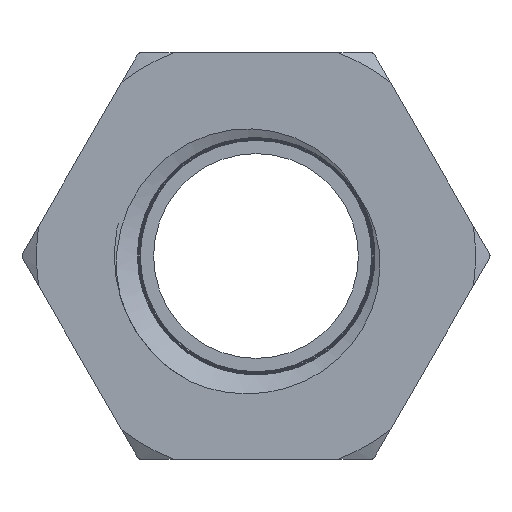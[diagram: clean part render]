
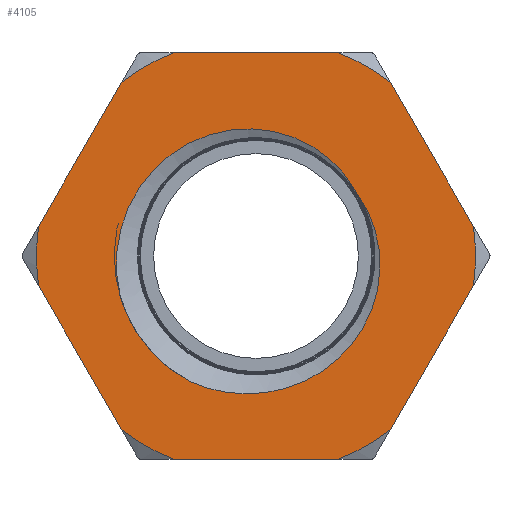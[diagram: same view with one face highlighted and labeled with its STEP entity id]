
A CAD part, left-side view. The second image highlights one B-rep face of the part: STEP entity #4105.
In plain terms, the highlighted planar face has unit normal (-1, 0, 0).
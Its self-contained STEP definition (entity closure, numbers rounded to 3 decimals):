
#121=DIRECTION('',(0.,-0.5,0.866));
#122=VECTOR('',#121,7.771);
#123=CARTESIAN_POINT('',(0.,10.192,1.398));
#124=LINE('',#123,#122);
#125=CARTESIAN_POINT('',(0.,0.,0.));
#126=DIRECTION('',(-1.,0.,0.));
#127=DIRECTION('',(0.,0.378,0.926));
#128=AXIS2_PLACEMENT_3D('',#125,#126,#127);
#130=DIRECTION('',(0.,-1.,0.));
#131=VECTOR('',#130,7.771);
#132=CARTESIAN_POINT('',(0.,3.885,9.525));
#133=LINE('',#132,#131);
#134=CARTESIAN_POINT('',(0.,0.,0.));
#135=DIRECTION('',(-1.,0.,0.));
#136=DIRECTION('',(0.,-0.613,0.79));
#137=AXIS2_PLACEMENT_3D('',#134,#135,#136);
#139=DIRECTION('',(0.,-0.5,-0.866));
#140=VECTOR('',#139,7.771);
#141=CARTESIAN_POINT('',(0.,-6.306,8.127));
#142=LINE('',#141,#140);
#143=DIRECTION('',(0.,0.5,-0.866));
#144=VECTOR('',#143,7.771);
#145=CARTESIAN_POINT('',(0.,-10.192,-1.398));
#146=LINE('',#145,#144);
#147=CARTESIAN_POINT('',(0.,0.,0.));
#148=DIRECTION('',(-1.,0.,0.));
#149=DIRECTION('',(0.,-0.378,-0.926));
#150=AXIS2_PLACEMENT_3D('',#147,#148,#149);
#152=DIRECTION('',(0.,1.,0.));
#153=VECTOR('',#152,7.771);
#154=CARTESIAN_POINT('',(0.,-3.885,-9.525));
#155=LINE('',#154,#153);
#156=CARTESIAN_POINT('',(0.,0.,0.));
#157=DIRECTION('',(-1.,0.,0.));
#158=DIRECTION('',(0.,0.613,-0.79));
#159=AXIS2_PLACEMENT_3D('',#156,#157,#158);
#161=DIRECTION('',(0.,0.5,0.866));
#162=VECTOR('',#161,7.771);
#163=CARTESIAN_POINT('',(0.,6.306,-8.127));
#164=LINE('',#163,#162);
#165=CARTESIAN_POINT('',(0.,-4.819,2.81));
#166=CARTESIAN_POINT('',(0.,-4.958,2.608));
#167=CARTESIAN_POINT('',(0.,-5.207,2.189));
#168=CARTESIAN_POINT('',(0.,-5.499,1.508));
#169=CARTESIAN_POINT('',(0.,-5.697,0.806));
#170=CARTESIAN_POINT('',(0.,-5.805,0.09));
#171=CARTESIAN_POINT('',(0.,-5.824,-0.657));
#172=CARTESIAN_POINT('',(0.,-5.739,-1.455));
#173=CARTESIAN_POINT('',(0.,-5.52,-2.315));
#174=CARTESIAN_POINT('',(0.,-5.147,-3.182));
#175=CARTESIAN_POINT('',(0.,-4.644,-3.978));
#176=CARTESIAN_POINT('',(0.,-4.03,-4.681));
#177=CARTESIAN_POINT('',(0.,-3.317,-5.284));
#178=CARTESIAN_POINT('',(0.,-2.515,-5.778));
#179=CARTESIAN_POINT('',(0.,-1.629,-6.153));
#180=CARTESIAN_POINT('',(0.,-0.701,-6.388));
#181=CARTESIAN_POINT('',(0.,0.267,-6.484));
#182=CARTESIAN_POINT('',(0.,1.241,-6.433));
#183=CARTESIAN_POINT('',(0.,2.202,-6.235));
#184=CARTESIAN_POINT('',(0.,2.82,-6.009));
#185=CARTESIAN_POINT('',(0.,3.124,-5.871));
#187=CARTESIAN_POINT('',(0.,0.,0.));
#188=DIRECTION('',(-1.,0.,0.));
#189=DIRECTION('',(0.,-0.864,0.504));
#190=AXIS2_PLACEMENT_3D('',#187,#188,#189);
#192=CARTESIAN_POINT('',(0.,6.344,-1.975));
#193=CARTESIAN_POINT('',(0.,6.425,-1.656));
#194=CARTESIAN_POINT('',(0.,6.536,-1.016));
#195=CARTESIAN_POINT('',(0.,6.559,-0.033));
#196=CARTESIAN_POINT('',(0.,6.437,0.927));
#197=CARTESIAN_POINT('',(0.,6.175,1.858));
#198=CARTESIAN_POINT('',(0.,5.779,2.732));
#199=CARTESIAN_POINT('',(0.,5.262,3.531));
#200=CARTESIAN_POINT('',(0.,4.633,4.241));
#201=CARTESIAN_POINT('',(0.,3.911,4.842));
#202=CARTESIAN_POINT('',(0.,3.114,5.325));
#203=CARTESIAN_POINT('',(0.,2.254,5.682));
#204=CARTESIAN_POINT('',(0.,1.363,5.901));
#205=CARTESIAN_POINT('',(0.,0.45,5.983));
#206=CARTESIAN_POINT('',(0.,-0.457,5.925));
#207=CARTESIAN_POINT('',(0.,-1.335,5.733));
#208=CARTESIAN_POINT('',(0.,-2.175,5.408));
#209=CARTESIAN_POINT('',(0.,-2.94,4.968));
#210=CARTESIAN_POINT('',(0.,-3.632,4.413));
#211=CARTESIAN_POINT('',(0.,-4.219,3.769));
#212=CARTESIAN_POINT('',(0.,-4.539,3.289));
#213=CARTESIAN_POINT('',(0.,-4.681,3.035));
#215=CARTESIAN_POINT('',(0.,3.124,-5.871));
#216=CARTESIAN_POINT('',(0.,3.379,-5.735));
#217=CARTESIAN_POINT('',(0.,3.867,-5.432));
#218=CARTESIAN_POINT('',(0.,4.538,-4.885));
#219=CARTESIAN_POINT('',(0.,5.135,-4.251));
#220=CARTESIAN_POINT('',(0.,5.638,-3.555));
#221=CARTESIAN_POINT('',(0.,6.053,-2.789));
#222=CARTESIAN_POINT('',(0.,6.259,-2.252));
#223=CARTESIAN_POINT('',(0.,6.344,-1.975));
#239=CARTESIAN_POINT('',(0.,0.,0.));
#240=DIRECTION('',(-1.,0.,0.));
#241=DIRECTION('',(0.,0.991,0.136));
#242=AXIS2_PLACEMENT_3D('',#239,#240,#241);
#265=CARTESIAN_POINT('',(0.,0.,0.));
#266=DIRECTION('',(-1.,0.,0.));
#267=DIRECTION('',(0.,-0.991,-0.136));
#268=AXIS2_PLACEMENT_3D('',#265,#266,#267);
#3842=CARTESIAN_POINT('',(0.,6.306,-8.127));
#3843=CARTESIAN_POINT('',(0.,3.885,-9.525));
#3844=VERTEX_POINT('',#3842);
#3845=VERTEX_POINT('',#3843);
#3846=CARTESIAN_POINT('',(0.,-3.885,-9.525));
#3847=CARTESIAN_POINT('',(0.,-6.306,-8.127));
#3848=VERTEX_POINT('',#3846);
#3849=VERTEX_POINT('',#3847);
#3850=CARTESIAN_POINT('',(0.,-6.306,8.127));
#3851=CARTESIAN_POINT('',(0.,-3.885,9.525));
#3852=VERTEX_POINT('',#3850);
#3853=VERTEX_POINT('',#3851);
#3854=CARTESIAN_POINT('',(0.,3.885,9.525));
#3855=CARTESIAN_POINT('',(0.,6.306,8.127));
#3856=VERTEX_POINT('',#3854);
#3857=VERTEX_POINT('',#3855);
#3874=CARTESIAN_POINT('',(0.,10.192,-1.398));
#3875=VERTEX_POINT('',#3874);
#3876=CARTESIAN_POINT('',(0.,10.192,1.398));
#3877=VERTEX_POINT('',#3876);
#3878=CARTESIAN_POINT('',(0.,-10.192,1.398));
#3879=VERTEX_POINT('',#3878);
#3880=CARTESIAN_POINT('',(0.,-10.192,-1.398));
#3881=VERTEX_POINT('',#3880);
#3924=VERTEX_POINT('',#165);
#3925=VERTEX_POINT('',#185);
#3926=VERTEX_POINT('',#223);
#3927=VERTEX_POINT('',#213);
#4064=CARTESIAN_POINT('',(0.,0.,0.));
#4065=DIRECTION('',(1.,0.,0.));
#4066=DIRECTION('',(0.,0.,-1.));
#4067=AXIS2_PLACEMENT_3D('',#4064,#4065,#4066);
#4068=PLANE('',#4067);
#4070=ORIENTED_EDGE('',*,*,#4069,.F.);
#4072=ORIENTED_EDGE('',*,*,#4071,.T.);
#4074=ORIENTED_EDGE('',*,*,#4073,.F.);
#4076=ORIENTED_EDGE('',*,*,#4075,.T.);
#4078=ORIENTED_EDGE('',*,*,#4077,.F.);
#4080=ORIENTED_EDGE('',*,*,#4079,.T.);
#4082=ORIENTED_EDGE('',*,*,#4081,.F.);
#4084=ORIENTED_EDGE('',*,*,#4083,.T.);
#4086=ORIENTED_EDGE('',*,*,#4085,.F.);
#4088=ORIENTED_EDGE('',*,*,#4087,.T.);
#4090=ORIENTED_EDGE('',*,*,#4089,.F.);
#4092=ORIENTED_EDGE('',*,*,#4091,.T.);
#4093=EDGE_LOOP('',(#4070,#4072,#4074,#4076,#4078,#4080,#4082,#4084,#4086,#4088,
#4090,#4092));
#4094=FACE_OUTER_BOUND('',#4093,.F.);
#4096=ORIENTED_EDGE('',*,*,#4095,.F.);
#4098=ORIENTED_EDGE('',*,*,#4097,.T.);
#4100=ORIENTED_EDGE('',*,*,#4099,.F.);
#4102=ORIENTED_EDGE('',*,*,#4101,.F.);
#4103=EDGE_LOOP('',(#4096,#4098,#4100,#4102));
#4104=FACE_BOUND('',#4103,.F.);
#129=CIRCLE('',#128,10.287);
#138=CIRCLE('',#137,10.287);
#151=CIRCLE('',#150,10.287);
#160=CIRCLE('',#159,10.287);
#186=B_SPLINE_CURVE_WITH_KNOTS('',3,(#165,#166,#167,#168,#169,#170,#171,#172,
#173,#174,#175,#176,#177,#178,#179,#180,#181,#182,#183,#184,#185),.UNSPECIFIED.,
.F.,.F.,(4,1,1,1,1,1,1,1,1,1,1,1,1,1,1,1,1,1,4),(0.,0.056,
0.111,0.167,0.222,0.278,
0.333,0.389,0.444,0.5,0.556,
0.611,0.667,0.722,0.778,
0.833,0.889,0.944,1.),.UNSPECIFIED.);
#191=CIRCLE('',#190,5.579);
#214=B_SPLINE_CURVE_WITH_KNOTS('',3,(#192,#193,#194,#195,#196,#197,#198,#199,
#200,#201,#202,#203,#204,#205,#206,#207,#208,#209,#210,#211,#212,#213),
.UNSPECIFIED.,.F.,.F.,(4,1,1,1,1,1,1,1,1,1,1,1,1,1,1,1,1,1,1,4),(0.,
0.053,0.105,0.158,0.211,
0.263,0.316,0.368,0.421,
0.474,0.526,0.579,0.632,
0.684,0.737,0.789,0.842,
0.895,0.947,1.),.UNSPECIFIED.);
#224=B_SPLINE_CURVE_WITH_KNOTS('',3,(#215,#216,#217,#218,#219,#220,#221,#222,
#223),.UNSPECIFIED.,.F.,.F.,(4,1,1,1,1,1,4),(0.,0.167,
0.333,0.5,0.667,0.833,1.),
.UNSPECIFIED.);
#243=CIRCLE('',#242,10.287);
#269=CIRCLE('',#268,10.287);
#4069=EDGE_CURVE('',#3877,#3875,#243,.T.);
#4071=EDGE_CURVE('',#3877,#3857,#124,.T.);
#4073=EDGE_CURVE('',#3856,#3857,#129,.T.);
#4075=EDGE_CURVE('',#3856,#3853,#133,.T.);
#4077=EDGE_CURVE('',#3852,#3853,#138,.T.);
#4079=EDGE_CURVE('',#3852,#3879,#142,.T.);
#4081=EDGE_CURVE('',#3881,#3879,#269,.T.);
#4083=EDGE_CURVE('',#3881,#3849,#146,.T.);
#4085=EDGE_CURVE('',#3848,#3849,#151,.T.);
#4087=EDGE_CURVE('',#3848,#3845,#155,.T.);
#4089=EDGE_CURVE('',#3844,#3845,#160,.T.);
#4091=EDGE_CURVE('',#3844,#3875,#164,.T.);
#4095=EDGE_CURVE('',#3924,#3925,#186,.T.);
#4097=EDGE_CURVE('',#3924,#3927,#191,.T.);
#4099=EDGE_CURVE('',#3926,#3927,#214,.T.);
#4101=EDGE_CURVE('',#3925,#3926,#224,.T.);
#4105=ADVANCED_FACE('',(#4094,#4104),#4068,.F.);
